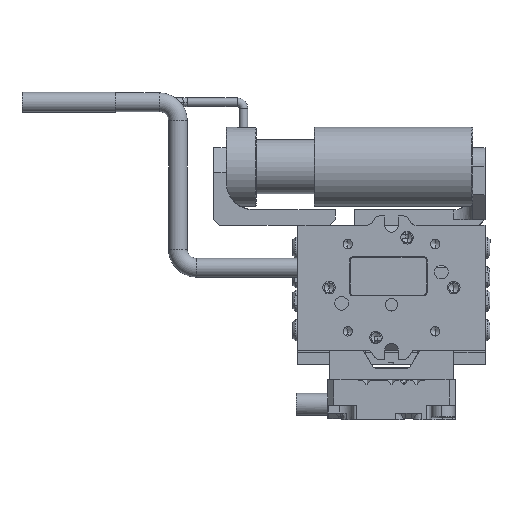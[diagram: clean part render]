
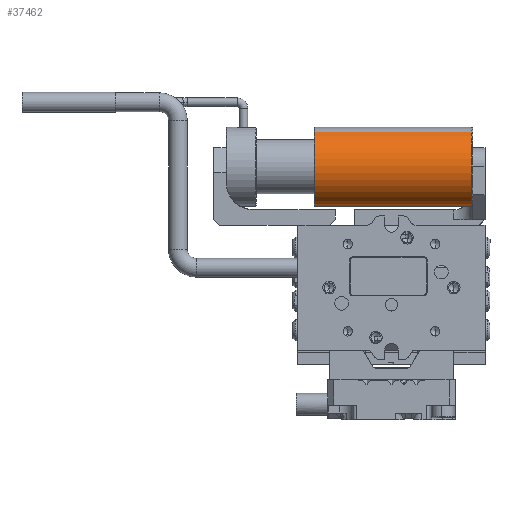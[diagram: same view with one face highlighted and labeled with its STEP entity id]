
A CAD part, front view. The second image highlights one B-rep face of the part: STEP entity #37462.
In plain terms, the highlighted cylindrical face has radius 6.35 mm (diameter 12.7 mm), a partial arc.
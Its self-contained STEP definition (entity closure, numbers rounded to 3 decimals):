
#999 = CYLINDRICAL_SURFACE ( 'NONE', #10087, 6.35 ) ;
#2573 = DIRECTION ( 'NONE',  ( 1., 0., 0. ) ) ;
#3968 = VERTEX_POINT ( 'NONE', #23609 ) ;
#4023 = VERTEX_POINT ( 'NONE', #19149 ) ;
#4127 = AXIS2_PLACEMENT_3D ( 'NONE', #10766, #47966, #2573 ) ;
#5740 = CIRCLE ( 'NONE', #4127, 6.35 ) ;
#6598 = VERTEX_POINT ( 'NONE', #40953 ) ;
#8389 = ORIENTED_EDGE ( 'NONE', *, *, #17831, .T. ) ;
#9070 = EDGE_CURVE ( 'NONE', #4023, #43122, #5740, .T. ) ;
#9662 = CARTESIAN_POINT ( 'NONE',  ( -6.35, 0., 25.4 ) ) ;
#9979 = EDGE_CURVE ( 'NONE', #4023, #6598, #12709, .T. ) ;
#10087 = AXIS2_PLACEMENT_3D ( 'NONE', #38683, #16346, #39676 ) ;
#10766 = CARTESIAN_POINT ( 'NONE',  ( 0., 0., 25.3 ) ) ;
#11972 = DIRECTION ( 'NONE',  ( 0., 0., -1. ) ) ;
#12709 = LINE ( 'NONE', #19626, #15304 ) ;
#13584 = EDGE_CURVE ( 'NONE', #3968, #6598, #20810, .T. ) ;
#13838 = DIRECTION ( 'NONE',  ( 0., 0., -1. ) ) ;
#15304 = VECTOR ( 'NONE', #11972, 1000. ) ;
#16346 = DIRECTION ( 'NONE',  ( 0., 0., -1. ) ) ;
#16415 = CARTESIAN_POINT ( 'NONE',  ( 0., 0., 0.1 ) ) ;
#17831 = EDGE_CURVE ( 'NONE', #43122, #3968, #33128, .T. ) ;
#19149 = CARTESIAN_POINT ( 'NONE',  ( 6.35, 0., 25.3 ) ) ;
#19461 = VECTOR ( 'NONE', #13838, 1000. ) ;
#19626 = CARTESIAN_POINT ( 'NONE',  ( 6.35, 0., 25.4 ) ) ;
#20810 = CIRCLE ( 'NONE', #38987, 6.35 ) ;
#23609 = CARTESIAN_POINT ( 'NONE',  ( -6.35, 0., 0.1 ) ) ;
#30852 = ORIENTED_EDGE ( 'NONE', *, *, #9070, .T. ) ;
#32570 = CARTESIAN_POINT ( 'NONE',  ( -6.35, 0., 25.3 ) ) ;
#33128 = LINE ( 'NONE', #9662, #19461 ) ;
#35159 = FACE_OUTER_BOUND ( 'NONE', #41931, .T. ) ;
#35480 = DIRECTION ( 'NONE',  ( 1., 0., 0. ) ) ;
#36080 = ORIENTED_EDGE ( 'NONE', *, *, #13584, .T. ) ;
#37462 = ADVANCED_FACE ( 'NONE', ( #35159 ), #999, .T. ) ;
#38683 = CARTESIAN_POINT ( 'NONE',  ( 0., 0., 25.4 ) ) ;
#38987 = AXIS2_PLACEMENT_3D ( 'NONE', #16415, #46213, #35480 ) ;
#39676 = DIRECTION ( 'NONE',  ( -1., 0., 0. ) ) ;
#39977 = ORIENTED_EDGE ( 'NONE', *, *, #9979, .F. ) ;
#40953 = CARTESIAN_POINT ( 'NONE',  ( 6.35, 0., 0.1 ) ) ;
#41931 = EDGE_LOOP ( 'NONE', ( #39977, #30852, #8389, #36080 ) ) ;
#43122 = VERTEX_POINT ( 'NONE', #32570 ) ;
#46213 = DIRECTION ( 'NONE',  ( 0., 0., 1. ) ) ;
#47966 = DIRECTION ( 'NONE',  ( 0., 0., -1. ) ) ;
